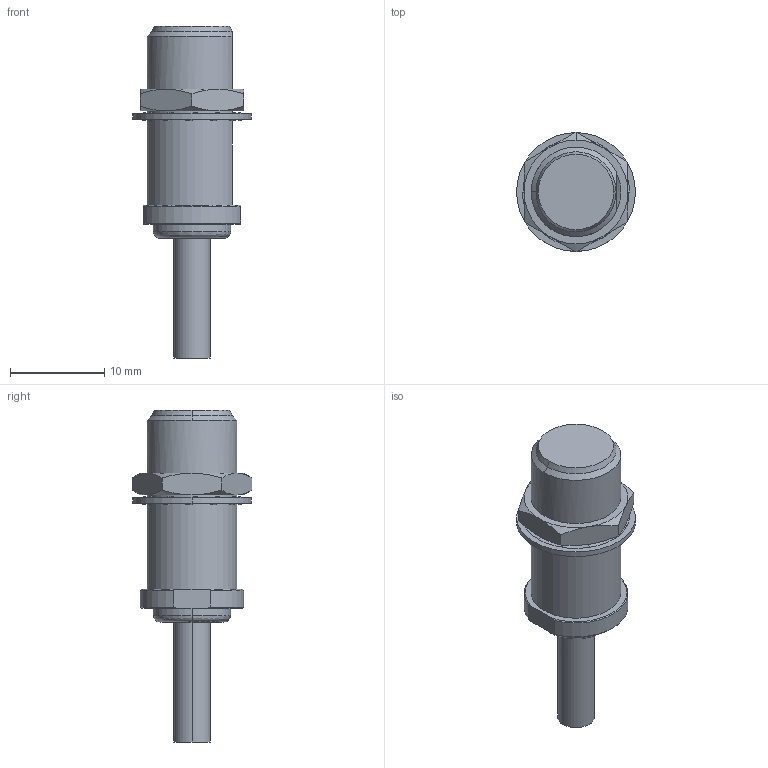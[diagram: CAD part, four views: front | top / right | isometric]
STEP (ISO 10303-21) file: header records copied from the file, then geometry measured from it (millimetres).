
FILE_DESCRIPTION (( 'STEP AP214' ), '1' );
FILE_NAME ('J01601A0008.STEP', '2019-02-22T07:33:44', ( '' ), ( '' ), 'SwSTEP 2.0', 'SolidWorks 2017', '' );
FILE_SCHEMA (( 'AUTOMOTIVE_DESIGN' ));
Length unit declared in the file: millimetre
Products named in the file (1): J01601A0008
Bounding box: 12.6 x 12.7 x 35.2 mm (x, y, z)
Volume: 1778.5 mm3; surface area: 1328 mm2
Topology: 2 solids, 2 shells, 150 faces, 362 edges, 222 vertices
Faces by surface type: plane 69, bspline 38, cone 25, cylinder 18
Entity records: 5667 total; most frequent: CARTESIAN_POINT 1717, ORIENTED_EDGE 724, DIRECTION 566, EDGE_CURVE 362, VERTEX_POINT 222, VECTOR 208, LINE 208, AXIS2_PLACEMENT_3D 179
